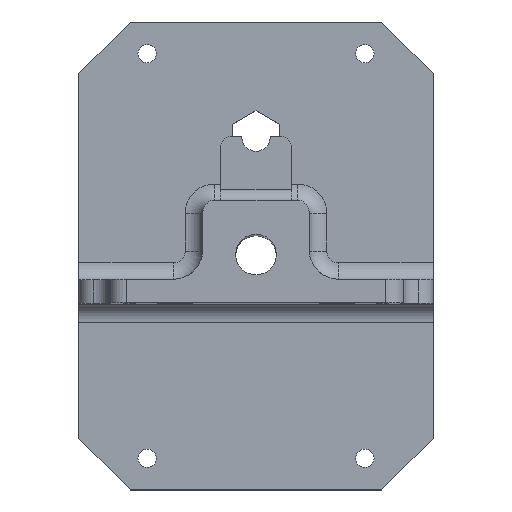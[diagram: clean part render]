
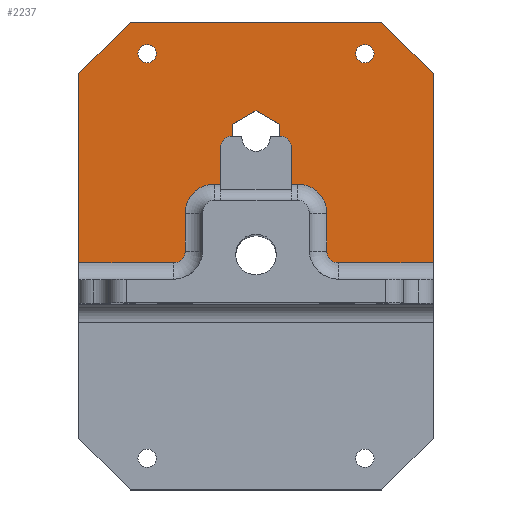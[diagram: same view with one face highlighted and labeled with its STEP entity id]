
A CAD part, top view. The second image highlights one B-rep face of the part: STEP entity #2237.
In plain terms, the highlighted planar face has unit normal (0, 0, 1).
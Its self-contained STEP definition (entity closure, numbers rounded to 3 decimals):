
#177=CIRCLE('',#2405,2.);
#178=CIRCLE('',#2406,5.);
#179=CIRCLE('',#2407,5.);
#180=CIRCLE('',#2408,2.);
#181=CIRCLE('',#2409,1.55);
#182=CIRCLE('',#2410,1.55);
#359=ORIENTED_EDGE('',*,*,#1008,.T.);
#360=ORIENTED_EDGE('',*,*,#1009,.T.);
#361=ORIENTED_EDGE('',*,*,#1010,.T.);
#362=ORIENTED_EDGE('',*,*,#1011,.T.);
#363=ORIENTED_EDGE('',*,*,#1012,.T.);
#364=ORIENTED_EDGE('',*,*,#1013,.T.);
#365=ORIENTED_EDGE('',*,*,#1014,.T.);
#366=ORIENTED_EDGE('',*,*,#1015,.T.);
#367=ORIENTED_EDGE('',*,*,#1016,.T.);
#368=ORIENTED_EDGE('',*,*,#1017,.T.);
#369=ORIENTED_EDGE('',*,*,#914,.T.);
#370=ORIENTED_EDGE('',*,*,#1018,.T.);
#371=ORIENTED_EDGE('',*,*,#1019,.T.);
#372=ORIENTED_EDGE('',*,*,#1020,.T.);
#373=ORIENTED_EDGE('',*,*,#1021,.T.);
#374=ORIENTED_EDGE('',*,*,#1022,.T.);
#375=ORIENTED_EDGE('',*,*,#1023,.F.);
#376=ORIENTED_EDGE('',*,*,#1024,.F.);
#377=ORIENTED_EDGE('',*,*,#1025,.F.);
#378=ORIENTED_EDGE('',*,*,#1026,.F.);
#379=ORIENTED_EDGE('',*,*,#1027,.F.);
#380=ORIENTED_EDGE('',*,*,#1028,.F.);
#914=EDGE_CURVE('',#1243,#1241,#1464,.F.);
#1008=EDGE_CURVE('',#1329,#1330,#1510,.T.);
#1009=EDGE_CURVE('',#1330,#1331,#1511,.T.);
#1010=EDGE_CURVE('',#1331,#1332,#177,.F.);
#1011=EDGE_CURVE('',#1332,#1333,#1512,.F.);
#1012=EDGE_CURVE('',#1333,#1334,#178,.T.);
#1013=EDGE_CURVE('',#1334,#1335,#1513,.T.);
#1014=EDGE_CURVE('',#1335,#1336,#179,.T.);
#1015=EDGE_CURVE('',#1336,#1337,#1514,.F.);
#1016=EDGE_CURVE('',#1337,#1338,#180,.F.);
#1017=EDGE_CURVE('',#1338,#1243,#1515,.T.);
#1018=EDGE_CURVE('',#1241,#1339,#1516,.T.);
#1019=EDGE_CURVE('',#1339,#1340,#1517,.T.);
#1020=EDGE_CURVE('',#1340,#1329,#1518,.T.);
#1021=EDGE_CURVE('',#1341,#1341,#181,.F.);
#1022=EDGE_CURVE('',#1342,#1342,#182,.F.);
#1023=EDGE_CURVE('',#1343,#1344,#1519,.T.);
#1024=EDGE_CURVE('',#1345,#1343,#1520,.T.);
#1025=EDGE_CURVE('',#1346,#1345,#1521,.T.);
#1026=EDGE_CURVE('',#1347,#1346,#1522,.T.);
#1027=EDGE_CURVE('',#1348,#1347,#1523,.T.);
#1028=EDGE_CURVE('',#1344,#1348,#1524,.T.);
#1241=VERTEX_POINT('',#3298);
#1243=VERTEX_POINT('',#3301);
#1329=VERTEX_POINT('',#3518);
#1330=VERTEX_POINT('',#3519);
#1331=VERTEX_POINT('',#3521);
#1332=VERTEX_POINT('',#3523);
#1333=VERTEX_POINT('',#3525);
#1334=VERTEX_POINT('',#3527);
#1335=VERTEX_POINT('',#3529);
#1336=VERTEX_POINT('',#3531);
#1337=VERTEX_POINT('',#3533);
#1338=VERTEX_POINT('',#3535);
#1339=VERTEX_POINT('',#3538);
#1340=VERTEX_POINT('',#3540);
#1341=VERTEX_POINT('',#3543);
#1342=VERTEX_POINT('',#3545);
#1343=VERTEX_POINT('',#3547);
#1344=VERTEX_POINT('',#3548);
#1345=VERTEX_POINT('',#3550);
#1346=VERTEX_POINT('',#3552);
#1347=VERTEX_POINT('',#3554);
#1348=VERTEX_POINT('',#3556);
#1464=LINE('',#3300,#1672);
#1510=LINE('',#3517,#1718);
#1511=LINE('',#3520,#1719);
#1512=LINE('',#3524,#1720);
#1513=LINE('',#3528,#1721);
#1514=LINE('',#3532,#1722);
#1515=LINE('',#3536,#1723);
#1516=LINE('',#3537,#1724);
#1517=LINE('',#3539,#1725);
#1518=LINE('',#3541,#1726);
#1519=LINE('',#3546,#1727);
#1520=LINE('',#3549,#1728);
#1521=LINE('',#3551,#1729);
#1522=LINE('',#3553,#1730);
#1523=LINE('',#3555,#1731);
#1524=LINE('',#3557,#1732);
#1672=VECTOR('',#2615,1000.);
#1718=VECTOR('',#2751,1000.);
#1719=VECTOR('',#2752,1000.);
#1720=VECTOR('',#2755,1000.);
#1721=VECTOR('',#2758,1000.);
#1722=VECTOR('',#2761,1000.);
#1723=VECTOR('',#2764,1000.);
#1724=VECTOR('',#2765,1000.);
#1725=VECTOR('',#2766,1000.);
#1726=VECTOR('',#2767,1000.);
#1727=VECTOR('',#2772,1000.);
#1728=VECTOR('',#2773,1000.);
#1729=VECTOR('',#2774,1000.);
#1730=VECTOR('',#2775,1000.);
#1731=VECTOR('',#2776,1000.);
#1732=VECTOR('',#2777,1000.);
#1884=EDGE_LOOP('',(#359,#360,#361,#362,#363,#364,#365,#366,#367,#368,#369,
#370,#371,#372));
#1885=EDGE_LOOP('',(#373));
#1886=EDGE_LOOP('',(#374));
#1887=EDGE_LOOP('',(#375,#376,#377,#378,#379,#380));
#2036=FACE_BOUND('',#1884,.T.);
#2037=FACE_BOUND('',#1885,.T.);
#2038=FACE_BOUND('',#1886,.T.);
#2039=FACE_BOUND('',#1887,.T.);
#2179=PLANE('',#2404);
#2237=ADVANCED_FACE('',(#2036,#2037,#2038,#2039),#2179,.F.);
#2404=AXIS2_PLACEMENT_3D('',#3516,#2749,#2750);
#2405=AXIS2_PLACEMENT_3D('',#3522,#2753,#2754);
#2406=AXIS2_PLACEMENT_3D('',#3526,#2756,#2757);
#2407=AXIS2_PLACEMENT_3D('',#3530,#2759,#2760);
#2408=AXIS2_PLACEMENT_3D('',#3534,#2762,#2763);
#2409=AXIS2_PLACEMENT_3D('',#3542,#2768,#2769);
#2410=AXIS2_PLACEMENT_3D('',#3544,#2770,#2771);
#2615=DIRECTION('',(0.,-1.,0.));
#2749=DIRECTION('',(0.,0.,-1.));
#2750=DIRECTION('',(-1.,0.,0.));
#2751=DIRECTION('',(0.,-1.,0.));
#2752=DIRECTION('',(1.,0.,0.));
#2753=DIRECTION('',(0.,0.,-1.));
#2754=DIRECTION('',(-1.,0.,0.));
#2755=DIRECTION('',(0.,-1.,0.));
#2756=DIRECTION('',(0.,0.,-1.));
#2757=DIRECTION('',(-1.,0.,0.));
#2758=DIRECTION('',(1.,0.,0.));
#2759=DIRECTION('',(0.,0.,-1.));
#2760=DIRECTION('',(-1.,0.,0.));
#2761=DIRECTION('',(0.,1.,0.));
#2762=DIRECTION('',(0.,0.,-1.));
#2763=DIRECTION('',(-1.,0.,0.));
#2764=DIRECTION('',(1.,0.,0.));
#2765=DIRECTION('',(-0.707,0.707,0.));
#2766=DIRECTION('',(-1.,0.,0.));
#2767=DIRECTION('',(-0.707,-0.707,0.));
#2768=DIRECTION('',(0.,0.,1.));
#2769=DIRECTION('',(1.,0.,0.));
#2770=DIRECTION('',(0.,0.,1.));
#2771=DIRECTION('',(1.,0.,0.));
#2772=DIRECTION('',(0.,-1.,0.));
#2773=DIRECTION('',(-0.866,-0.5,0.));
#2774=DIRECTION('',(-0.866,0.5,0.));
#2775=DIRECTION('',(0.,1.,0.));
#2776=DIRECTION('',(0.866,0.5,0.));
#2777=DIRECTION('',(0.866,-0.5,0.));
#3298=CARTESIAN_POINT('',(30.,74.732,5.));
#3300=CARTESIAN_POINT('',(30.,48.01,5.));
#3301=CARTESIAN_POINT('',(30.,42.642,5.));
#3516=CARTESIAN_POINT('',(0.,0.,5.));
#3517=CARTESIAN_POINT('',(-30.,48.01,5.));
#3518=CARTESIAN_POINT('',(-30.,74.723,5.));
#3519=CARTESIAN_POINT('',(-30.,42.642,5.));
#3520=CARTESIAN_POINT('',(0.,42.642,5.));
#3521=CARTESIAN_POINT('',(-14.,42.642,5.));
#3522=CARTESIAN_POINT('',(-14.,44.642,5.));
#3523=CARTESIAN_POINT('',(-12.,44.642,5.));
#3524=CARTESIAN_POINT('',(-12.,51.01,5.));
#3525=CARTESIAN_POINT('',(-12.,51.01,5.));
#3526=CARTESIAN_POINT('',(-7.,51.01,5.));
#3527=CARTESIAN_POINT('',(-7.,56.01,5.));
#3528=CARTESIAN_POINT('',(0.,56.01,5.));
#3529=CARTESIAN_POINT('',(7.,56.01,5.));
#3530=CARTESIAN_POINT('',(7.,51.01,5.));
#3531=CARTESIAN_POINT('',(12.,51.01,5.));
#3532=CARTESIAN_POINT('',(12.,44.642,5.));
#3533=CARTESIAN_POINT('',(12.,44.642,5.));
#3534=CARTESIAN_POINT('',(14.,44.642,5.));
#3535=CARTESIAN_POINT('',(14.,42.642,5.));
#3536=CARTESIAN_POINT('',(0.,42.642,5.));
#3537=CARTESIAN_POINT('',(30.,74.732,5.));
#3538=CARTESIAN_POINT('',(21.287,83.444,5.));
#3539=CARTESIAN_POINT('',(21.287,83.444,5.));
#3540=CARTESIAN_POINT('',(-21.287,83.444,5.));
#3541=CARTESIAN_POINT('',(-21.287,83.444,5.));
#3542=CARTESIAN_POINT('',(18.443,78.073,5.));
#3543=CARTESIAN_POINT('',(19.993,78.073,5.));
#3544=CARTESIAN_POINT('',(-18.443,78.073,5.));
#3545=CARTESIAN_POINT('',(-16.893,78.073,5.));
#3546=CARTESIAN_POINT('',(-3.969,66.117,5.));
#3547=CARTESIAN_POINT('',(-3.969,66.117,5.));
#3548=CARTESIAN_POINT('',(-3.969,61.535,5.));
#3549=CARTESIAN_POINT('',(0.,68.409,5.));
#3550=CARTESIAN_POINT('',(0.,68.409,5.));
#3551=CARTESIAN_POINT('',(3.969,66.117,5.));
#3552=CARTESIAN_POINT('',(3.969,66.117,5.));
#3553=CARTESIAN_POINT('',(3.969,61.535,5.));
#3554=CARTESIAN_POINT('',(3.969,61.535,5.));
#3555=CARTESIAN_POINT('',(0.,59.243,5.));
#3556=CARTESIAN_POINT('',(0.,59.243,5.));
#3557=CARTESIAN_POINT('',(-3.969,61.535,5.));
